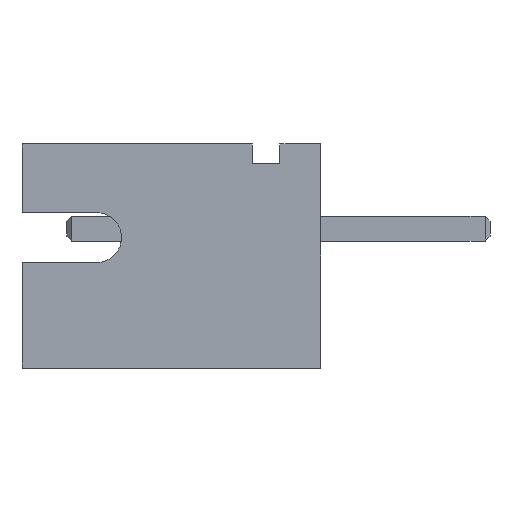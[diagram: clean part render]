
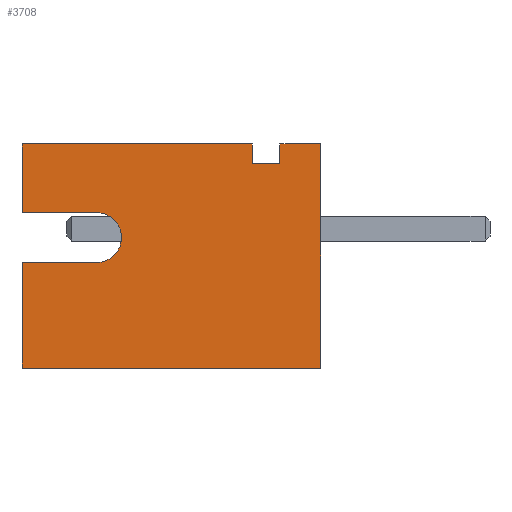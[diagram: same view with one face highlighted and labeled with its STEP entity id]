
A CAD part, left-side view. The second image highlights one B-rep face of the part: STEP entity #3708.
In plain terms, the highlighted planar face has unit normal (-1, 0, 0).
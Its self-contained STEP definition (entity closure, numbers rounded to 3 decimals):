
#8 = ORIENTED_EDGE ( 'NONE', *, *, #429, .F. ) ;
#163 = DIRECTION ( 'NONE',  ( 0., 0., 1. ) ) ;
#304 = VERTEX_POINT ( 'NONE', #1068 ) ;
#355 = DIRECTION ( 'NONE',  ( 0., 0., 1. ) ) ;
#362 = FACE_OUTER_BOUND ( 'NONE', #660, .T. ) ;
#429 = EDGE_CURVE ( 'NONE', #304, #484, #1078, .T. ) ;
#457 = DIRECTION ( 'NONE',  ( 0., 0., 1. ) ) ;
#462 = CARTESIAN_POINT ( 'NONE',  ( -1.95, 1.38, 1.3 ) ) ;
#484 = VERTEX_POINT ( 'NONE', #1189 ) ;
#504 = VECTOR ( 'NONE', #3535, 1000. ) ;
#530 = VERTEX_POINT ( 'NONE', #3608 ) ;
#641 = LINE ( 'NONE', #2728, #964 ) ;
#660 = EDGE_LOOP ( 'NONE', ( #666, #2650, #3709, #3510, #3803, #8, #3137, #3251, #4246, #906, #1277, #1232 ) ) ;
#666 = ORIENTED_EDGE ( 'NONE', *, *, #1531, .F. ) ;
#682 = CARTESIAN_POINT ( 'NONE',  ( -1.95, 6., -2.8 ) ) ;
#692 = CARTESIAN_POINT ( 'NONE',  ( -1.95, 6., 1.7 ) ) ;
#705 = LINE ( 'NONE', #682, #2090 ) ;
#717 = CARTESIAN_POINT ( 'NONE',  ( -1.95, 0.82, 1.3 ) ) ;
#819 = LINE ( 'NONE', #462, #504 ) ;
#868 = CARTESIAN_POINT ( 'NONE',  ( -1.95, 1.38, 1.3 ) ) ;
#906 = ORIENTED_EDGE ( 'NONE', *, *, #2147, .F. ) ;
#953 = EDGE_CURVE ( 'NONE', #3576, #3077, #3303, .T. ) ;
#964 = VECTOR ( 'NONE', #3415, 1000. ) ;
#968 = DIRECTION ( 'NONE',  ( 0., 0., -1. ) ) ;
#1035 = VERTEX_POINT ( 'NONE', #4127 ) ;
#1045 = CARTESIAN_POINT ( 'NONE',  ( -1.95, 0., -2.8 ) ) ;
#1068 = CARTESIAN_POINT ( 'NONE',  ( -1.95, 0.82, 1.7 ) ) ;
#1075 = EDGE_CURVE ( 'NONE', #3981, #3328, #819, .T. ) ;
#1078 = LINE ( 'NONE', #3074, #1648 ) ;
#1131 = CARTESIAN_POINT ( 'NONE',  ( -1.95, 6., 1.7 ) ) ;
#1171 = CARTESIAN_POINT ( 'NONE',  ( -1.95, 6., 0.32 ) ) ;
#1189 = CARTESIAN_POINT ( 'NONE',  ( -1.95, 0., 1.7 ) ) ;
#1216 = VECTOR ( 'NONE', #2727, 1000. ) ;
#1219 = CARTESIAN_POINT ( 'NONE',  ( -1.95, 1.38, 1.3 ) ) ;
#1232 = ORIENTED_EDGE ( 'NONE', *, *, #953, .F. ) ;
#1269 = EDGE_CURVE ( 'NONE', #3673, #2985, #2600, .T. ) ;
#1277 = ORIENTED_EDGE ( 'NONE', *, *, #4265, .F. ) ;
#1348 = CARTESIAN_POINT ( 'NONE',  ( -1.95, 6., -0.68 ) ) ;
#1376 = EDGE_CURVE ( 'NONE', #3673, #2196, #705, .T. ) ;
#1377 = EDGE_CURVE ( 'NONE', #2196, #484, #3413, .T. ) ;
#1465 = VECTOR ( 'NONE', #163, 1000. ) ;
#1493 = VECTOR ( 'NONE', #3998, 1000. ) ;
#1508 = AXIS2_PLACEMENT_3D ( 'NONE', #3892, #4199, #3267 ) ;
#1531 = EDGE_CURVE ( 'NONE', #530, #3576, #3258, .T. ) ;
#1648 = VECTOR ( 'NONE', #2483, 1000. ) ;
#1693 = VECTOR ( 'NONE', #457, 1000. ) ;
#1702 = CARTESIAN_POINT ( 'NONE',  ( -1.95, 6., -2.8 ) ) ;
#1939 = VECTOR ( 'NONE', #355, 1000. ) ;
#1994 = LINE ( 'NONE', #1219, #2989 ) ;
#2054 = CARTESIAN_POINT ( 'NONE',  ( -1.95, 0., 1.7 ) ) ;
#2090 = VECTOR ( 'NONE', #2438, 1000. ) ;
#2147 = EDGE_CURVE ( 'NONE', #1035, #4290, #641, .T. ) ;
#2196 = VERTEX_POINT ( 'NONE', #1045 ) ;
#2283 = CARTESIAN_POINT ( 'NONE',  ( -1.95, 1.38, 1.7 ) ) ;
#2438 = DIRECTION ( 'NONE',  ( 0., -1., 0. ) ) ;
#2477 = LINE ( 'NONE', #717, #1465 ) ;
#2483 = DIRECTION ( 'NONE',  ( 0., -1., 0. ) ) ;
#2600 = LINE ( 'NONE', #3965, #1216 ) ;
#2650 = ORIENTED_EDGE ( 'NONE', *, *, #2678, .F. ) ;
#2678 = EDGE_CURVE ( 'NONE', #2985, #530, #3449, .T. ) ;
#2703 = EDGE_CURVE ( 'NONE', #3328, #304, #2477, .T. ) ;
#2727 = DIRECTION ( 'NONE',  ( 0., 0., 1. ) ) ;
#2728 = CARTESIAN_POINT ( 'NONE',  ( -1.95, 6., 1.7 ) ) ;
#2844 = CARTESIAN_POINT ( 'NONE',  ( -1.95, 0.82, 1.3 ) ) ;
#2852 = LINE ( 'NONE', #1131, #1693 ) ;
#2869 = EDGE_CURVE ( 'NONE', #3981, #4290, #1994, .T. ) ;
#2985 = VERTEX_POINT ( 'NONE', #1348 ) ;
#2989 = VECTOR ( 'NONE', #3371, 1000. ) ;
#3074 = CARTESIAN_POINT ( 'NONE',  ( -1.95, 6., 1.7 ) ) ;
#3077 = VERTEX_POINT ( 'NONE', #1171 ) ;
#3137 = ORIENTED_EDGE ( 'NONE', *, *, #2703, .F. ) ;
#3251 = ORIENTED_EDGE ( 'NONE', *, *, #1075, .F. ) ;
#3258 = CIRCLE ( 'NONE', #1508, 0.5 ) ;
#3267 = DIRECTION ( 'NONE',  ( 0., 0., 1. ) ) ;
#3303 = LINE ( 'NONE', #3329, #1493 ) ;
#3328 = VERTEX_POINT ( 'NONE', #2844 ) ;
#3329 = CARTESIAN_POINT ( 'NONE',  ( -1.95, 6., 0.32 ) ) ;
#3371 = DIRECTION ( 'NONE',  ( 0., 0., 1. ) ) ;
#3378 = DIRECTION ( 'NONE',  ( 1., 0., 0. ) ) ;
#3380 = CARTESIAN_POINT ( 'NONE',  ( -1.95, 6., -0.68 ) ) ;
#3404 = DIRECTION ( 'NONE',  ( 0., -1., 0. ) ) ;
#3413 = LINE ( 'NONE', #2054, #1939 ) ;
#3415 = DIRECTION ( 'NONE',  ( 0., -1., 0. ) ) ;
#3449 = LINE ( 'NONE', #3380, #3622 ) ;
#3510 = ORIENTED_EDGE ( 'NONE', *, *, #1376, .T. ) ;
#3535 = DIRECTION ( 'NONE',  ( 0., -1., 0. ) ) ;
#3576 = VERTEX_POINT ( 'NONE', #4000 ) ;
#3608 = CARTESIAN_POINT ( 'NONE',  ( -1.95, 4.5, -0.68 ) ) ;
#3622 = VECTOR ( 'NONE', #3404, 1000. ) ;
#3673 = VERTEX_POINT ( 'NONE', #1702 ) ;
#3708 = ADVANCED_FACE ( 'NONE', ( #362 ), #4105, .F. ) ;
#3709 = ORIENTED_EDGE ( 'NONE', *, *, #1269, .F. ) ;
#3803 = ORIENTED_EDGE ( 'NONE', *, *, #1377, .T. ) ;
#3892 = CARTESIAN_POINT ( 'NONE',  ( -1.95, 4.5, -0.18 ) ) ;
#3965 = CARTESIAN_POINT ( 'NONE',  ( -1.95, 6., 1.7 ) ) ;
#3981 = VERTEX_POINT ( 'NONE', #868 ) ;
#3998 = DIRECTION ( 'NONE',  ( 0., 1., 0. ) ) ;
#4000 = CARTESIAN_POINT ( 'NONE',  ( -1.95, 4.5, 0.32 ) ) ;
#4044 = AXIS2_PLACEMENT_3D ( 'NONE', #692, #3378, #968 ) ;
#4105 = PLANE ( 'NONE',  #4044 ) ;
#4127 = CARTESIAN_POINT ( 'NONE',  ( -1.95, 6., 1.7 ) ) ;
#4199 = DIRECTION ( 'NONE',  ( -1., 0., 0. ) ) ;
#4246 = ORIENTED_EDGE ( 'NONE', *, *, #2869, .T. ) ;
#4265 = EDGE_CURVE ( 'NONE', #3077, #1035, #2852, .T. ) ;
#4290 = VERTEX_POINT ( 'NONE', #2283 ) ;
